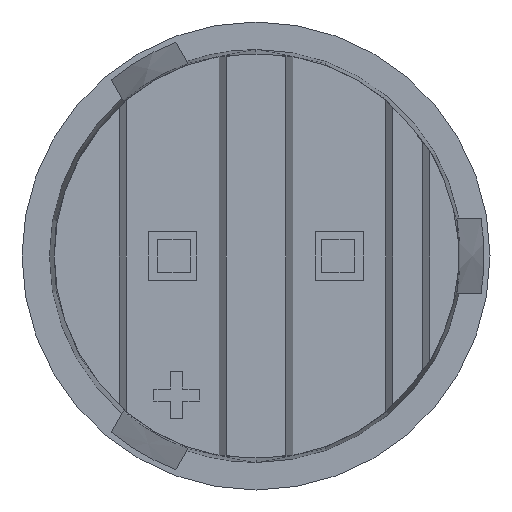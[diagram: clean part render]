
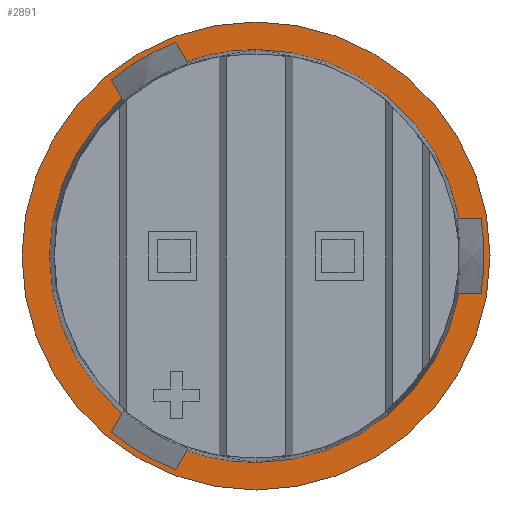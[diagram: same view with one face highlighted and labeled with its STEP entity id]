
A CAD part, front view. The second image highlights one B-rep face of the part: STEP entity #2891.
In plain terms, the highlighted planar face has unit normal (0, -1, 0).
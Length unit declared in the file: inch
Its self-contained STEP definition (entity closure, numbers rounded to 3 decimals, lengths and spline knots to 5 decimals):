
#68 = DIRECTION ( 'NONE',  ( 0., 1., 0. ) ) ;
#88 = CARTESIAN_POINT ( 'NONE',  ( 0., 0., 0.124 ) ) ;
#90 = DIRECTION ( 'NONE',  ( 0., -1., 0. ) ) ;
#151 = AXIS2_PLACEMENT_3D ( 'NONE', #1901, #852, #1888 ) ;
#188 = CARTESIAN_POINT ( 'NONE',  ( 0., 0., 0. ) ) ;
#258 = DIRECTION ( 'NONE',  ( 0., 0., -1. ) ) ;
#290 = CARTESIAN_POINT ( 'NONE',  ( 0.12194, 0., -0.0225 ) ) ;
#299 = DIRECTION ( 'NONE',  ( 0., 0., 1. ) ) ;
#320 = CARTESIAN_POINT ( 'NONE',  ( -0.08046, 0., -0.09435 ) ) ;
#331 = DIRECTION ( 'NONE',  ( 0., 0., -1. ) ) ;
#382 = VERTEX_POINT ( 'NONE', #290 ) ;
#421 = AXIS2_PLACEMENT_3D ( 'NONE', #1546, #90, #331 ) ;
#484 = CIRCLE ( 'NONE', #494, 0.1405 ) ;
#494 = AXIS2_PLACEMENT_3D ( 'NONE', #2620, #3098, #2130 ) ;
#543 = CARTESIAN_POINT ( 'NONE',  ( 0., 0., 0. ) ) ;
#577 = CIRCLE ( 'NONE', #151, 0.124 ) ;
#621 = CIRCLE ( 'NONE', #2695, 0.124 ) ;
#629 = AXIS2_PLACEMENT_3D ( 'NONE', #808, #1084, #2507 ) ;
#648 = DIRECTION ( 'NONE',  ( 0., 0., -1. ) ) ;
#787 = VERTEX_POINT ( 'NONE', #320 ) ;
#808 = CARTESIAN_POINT ( 'NONE',  ( 0., 0., 0. ) ) ;
#852 = DIRECTION ( 'NONE',  ( 0., 1., 0. ) ) ;
#869 = EDGE_CURVE ( 'NONE', #2571, #2357, #2054, .T. ) ;
#880 = CARTESIAN_POINT ( 'NONE',  ( -0.04149, 0., 0.11685 ) ) ;
#897 = CARTESIAN_POINT ( 'NONE',  ( 0.12194, 0., 0.0225 ) ) ;
#919 = AXIS2_PLACEMENT_3D ( 'NONE', #2576, #1118, #648 ) ;
#985 = CARTESIAN_POINT ( 'NONE',  ( -0.08046, 0., 0.09435 ) ) ;
#988 = DIRECTION ( 'NONE',  ( 0., -1., 0. ) ) ;
#989 = AXIS2_PLACEMENT_3D ( 'NONE', #2583, #1147, #1592 ) ;
#1063 = ORIENTED_EDGE ( 'NONE', *, *, #1476, .F. ) ;
#1084 = DIRECTION ( 'NONE',  ( 0., 1., 0. ) ) ;
#1115 = ORIENTED_EDGE ( 'NONE', *, *, #2086, .F. ) ;
#1118 = DIRECTION ( 'NONE',  ( 0., -1., 0. ) ) ;
#1120 = CIRCLE ( 'NONE', #629, 0.124 ) ;
#1131 = ORIENTED_EDGE ( 'NONE', *, *, #1635, .T. ) ;
#1147 = DIRECTION ( 'NONE',  ( 0., 1., 0. ) ) ;
#1171 = DIRECTION ( 'NONE',  ( 0., 0., -1. ) ) ;
#1205 = VERTEX_POINT ( 'NONE', #1440 ) ;
#1263 = AXIS2_PLACEMENT_3D ( 'NONE', #543, #1990, #2486 ) ;
#1325 = AXIS2_PLACEMENT_3D ( 'NONE', #2478, #68, #299 ) ;
#1328 = AXIS2_PLACEMENT_3D ( 'NONE', #2801, #1856, #1366 ) ;
#1347 = CARTESIAN_POINT ( 'NONE',  ( 0., 0., -0.124 ) ) ;
#1351 = EDGE_CURVE ( 'NONE', #1396, #382, #2463, .T. ) ;
#1366 = DIRECTION ( 'NONE',  ( 0., 0., -1. ) ) ;
#1396 = VERTEX_POINT ( 'NONE', #1347 ) ;
#1406 = EDGE_CURVE ( 'NONE', #1205, #2860, #1900, .T. ) ;
#1422 = EDGE_CURVE ( 'NONE', #2860, #1205, #484, .T. ) ;
#1440 = CARTESIAN_POINT ( 'NONE',  ( 0., 0., -0.1405 ) ) ;
#1476 = EDGE_CURVE ( 'NONE', #3085, #787, #1971, .T. ) ;
#1546 = CARTESIAN_POINT ( 'NONE',  ( 0., 0., 0. ) ) ;
#1547 = ORIENTED_EDGE ( 'NONE', *, *, #2968, .T. ) ;
#1592 = DIRECTION ( 'NONE',  ( 0., 0., 1. ) ) ;
#1635 = EDGE_CURVE ( 'NONE', #2427, #787, #577, .T. ) ;
#1645 = FACE_OUTER_BOUND ( 'NONE', #2007, .T. ) ;
#1767 = CIRCLE ( 'NONE', #1325, 0.124 ) ;
#1852 = ORIENTED_EDGE ( 'NONE', *, *, #2430, .T. ) ;
#1856 = DIRECTION ( 'NONE',  ( 0., -1., 0. ) ) ;
#1888 = DIRECTION ( 'NONE',  ( 0., 0., 1. ) ) ;
#1900 = CIRCLE ( 'NONE', #989, 0.1405 ) ;
#1901 = CARTESIAN_POINT ( 'NONE',  ( 0., 0., 0. ) ) ;
#1959 = EDGE_CURVE ( 'NONE', #2357, #2269, #2299, .T. ) ;
#1971 = CIRCLE ( 'NONE', #2558, 0.124 ) ;
#1990 = DIRECTION ( 'NONE',  ( 0., 1., 0. ) ) ;
#2007 = EDGE_LOOP ( 'NONE', ( #2956, #2061 ) ) ;
#2023 = ORIENTED_EDGE ( 'NONE', *, *, #869, .F. ) ;
#2054 = CIRCLE ( 'NONE', #1328, 0.124 ) ;
#2061 = ORIENTED_EDGE ( 'NONE', *, *, #1422, .F. ) ;
#2086 = EDGE_CURVE ( 'NONE', #2427, #1396, #621, .T. ) ;
#2130 = DIRECTION ( 'NONE',  ( 0., 0., 1. ) ) ;
#2183 = ORIENTED_EDGE ( 'NONE', *, *, #1351, .F. ) ;
#2232 = PLANE ( 'NONE',  #1263 ) ;
#2269 = VERTEX_POINT ( 'NONE', #880 ) ;
#2299 = CIRCLE ( 'NONE', #421, 0.124 ) ;
#2357 = VERTEX_POINT ( 'NONE', #88 ) ;
#2427 = VERTEX_POINT ( 'NONE', #2543 ) ;
#2430 = EDGE_CURVE ( 'NONE', #3085, #2269, #1120, .T. ) ;
#2463 = CIRCLE ( 'NONE', #919, 0.124 ) ;
#2478 = CARTESIAN_POINT ( 'NONE',  ( 0., 0., 0. ) ) ;
#2486 = DIRECTION ( 'NONE',  ( 0., 0., 1. ) ) ;
#2507 = DIRECTION ( 'NONE',  ( 0., 0., 1. ) ) ;
#2543 = CARTESIAN_POINT ( 'NONE',  ( -0.04149, 0., -0.11685 ) ) ;
#2558 = AXIS2_PLACEMENT_3D ( 'NONE', #188, #2610, #1171 ) ;
#2571 = VERTEX_POINT ( 'NONE', #897 ) ;
#2576 = CARTESIAN_POINT ( 'NONE',  ( 0., 0., 0. ) ) ;
#2578 = EDGE_LOOP ( 'NONE', ( #2023, #1547, #2183, #1115, #1131, #1063, #1852, #2689 ) ) ;
#2583 = CARTESIAN_POINT ( 'NONE',  ( 0., 0., 0. ) ) ;
#2610 = DIRECTION ( 'NONE',  ( 0., -1., 0. ) ) ;
#2620 = CARTESIAN_POINT ( 'NONE',  ( 0., 0., 0. ) ) ;
#2689 = ORIENTED_EDGE ( 'NONE', *, *, #1959, .F. ) ;
#2695 = AXIS2_PLACEMENT_3D ( 'NONE', #2907, #988, #258 ) ;
#2801 = CARTESIAN_POINT ( 'NONE',  ( 0., 0., 0. ) ) ;
#2860 = VERTEX_POINT ( 'NONE', #2911 ) ;
#2891 = ADVANCED_FACE ( 'NONE', ( #2952, #1645 ), #2232, .F. ) ;
#2907 = CARTESIAN_POINT ( 'NONE',  ( 0., 0., 0. ) ) ;
#2911 = CARTESIAN_POINT ( 'NONE',  ( 0., 0., 0.1405 ) ) ;
#2952 = FACE_BOUND ( 'NONE', #2578, .T. ) ;
#2956 = ORIENTED_EDGE ( 'NONE', *, *, #1406, .F. ) ;
#2968 = EDGE_CURVE ( 'NONE', #2571, #382, #1767, .T. ) ;
#3085 = VERTEX_POINT ( 'NONE', #985 ) ;
#3098 = DIRECTION ( 'NONE',  ( 0., 1., 0. ) ) ;
